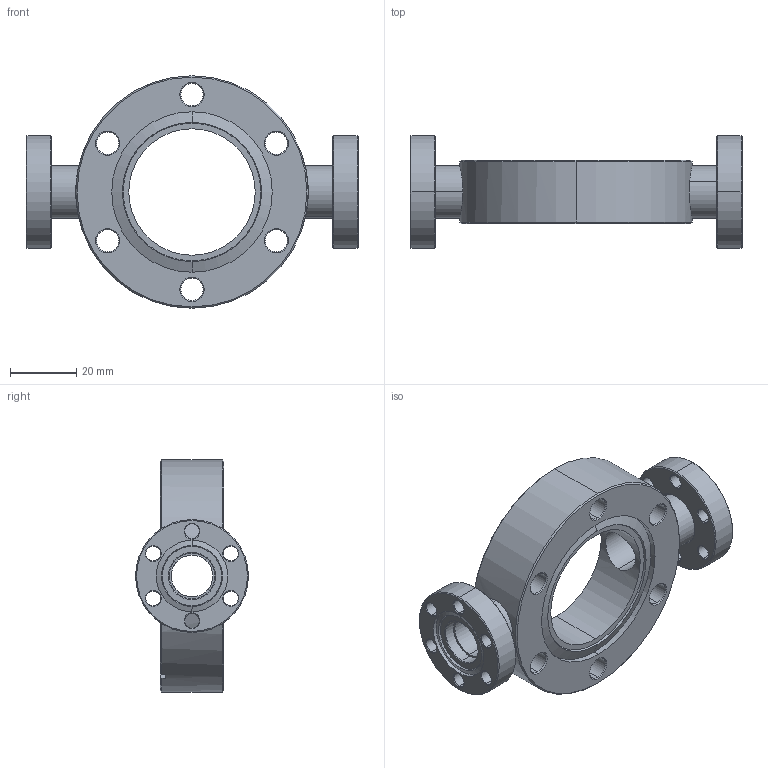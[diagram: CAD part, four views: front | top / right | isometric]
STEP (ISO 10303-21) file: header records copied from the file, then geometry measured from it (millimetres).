
FILE_DESCRIPTION (( 'STEP AP214' ), '1' );
FILE_NAME ('Hositrad_CF35-38DX2-16.STEP', '2016-11-07T10:07:12', ( '' ), ( '' ), 'SwSTEP 2.0', 'SolidWorks 2016', '' );
FILE_SCHEMA (( 'AUTOMOTIVE_DESIGN' ));
Length unit declared in the file: millimetre
Products named in the file (4): NW16CF-weld_CF16-15.8; Tube15.8-19_D15.8-L13,3; NW35CF-Double-Radial-2; Hositrad_CF35-38DX2-16
Assembly tree (5 placements, depth 2):
  Hositrad_CF35-38DX2-16
    NW35CF-Double-Radial-2
    Tube15.8-19_D15.8-L13,3  x2
    NW16CF-weld_CF16-15.8  x2
Bounding box: 100 x 34 x 70 mm (x, y, z)
Volume: 52521.2 mm3; surface area: 23849.4 mm2
Topology: 5 solids, 5 shells, 206 faces, 467 edges, 278 vertices
Faces by surface type: cone 109, cylinder 76, plane 21
Entity records: 4566 total; most frequent: CARTESIAN_POINT 1037, DIRECTION 790, ORIENTED_EDGE 646, AXIS2_PLACEMENT_3D 329, EDGE_CURVE 323, VERTEX_POINT 194, CIRCLE 181, EDGE_LOOP 179
